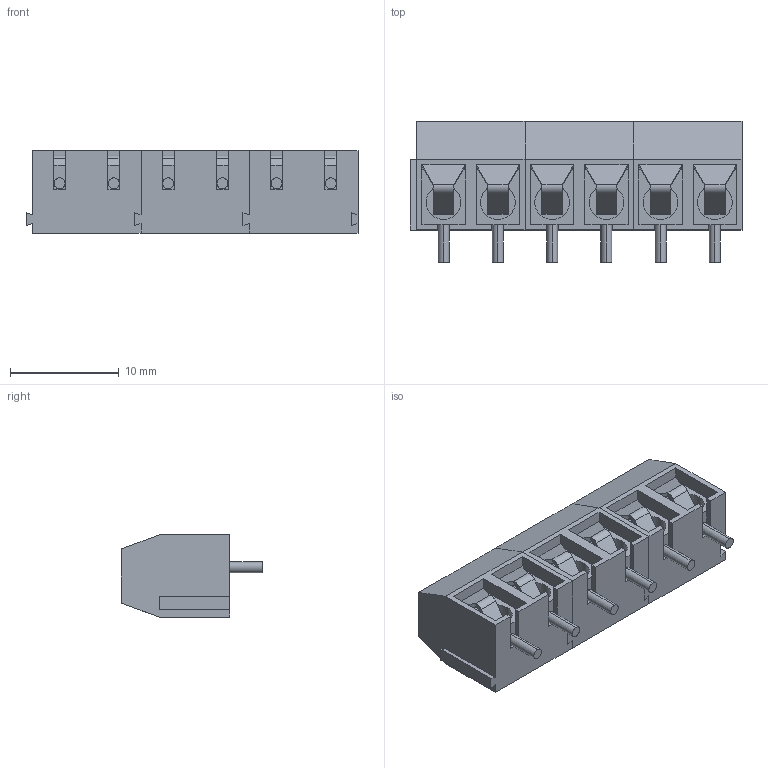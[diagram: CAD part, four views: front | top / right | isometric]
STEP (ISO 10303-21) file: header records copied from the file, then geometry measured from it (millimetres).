
FILE_DESCRIPTION (( 'STEP AP214' ), '1' );
FILE_NAME ('Terminal Block 6P 5.08mm pitch short.STEP', '2019-02-22T14:14:52', ( '' ), ( '' ), 'SwSTEP 2.0', 'SolidWorks 2018', '' );
FILE_SCHEMA (( 'AUTOMOTIVE_DESIGN' ));
Length unit declared in the file: millimetre
Products named in the file (2): Terminal Block 6P 5.08mm pitch short; User Library-Terminal-Screw-3A-2way
Assembly tree (3 placements, depth 2):
  Terminal Block 6P 5.08mm pitch short
    User Library-Terminal-Screw-3A-2way  x3
Bounding box: 30.6 x 13 x 7.6 mm (x, y, z)
Volume: 1696.9 mm3; surface area: 2554.4 mm2
Topology: 3 solids, 3 shells, 363 faces, 972 edges, 636 vertices
Faces by surface type: plane 285, cylinder 78
Entity records: 4539 total; most frequent: CARTESIAN_POINT 675, ORIENTED_EDGE 648, DIRECTION 634, EDGE_CURVE 324, LINE 260, VECTOR 260, VERTEX_POINT 212, AXIS2_PLACEMENT_3D 187
